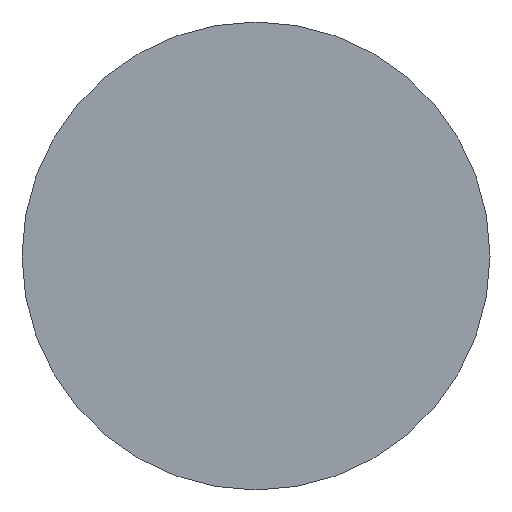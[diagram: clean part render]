
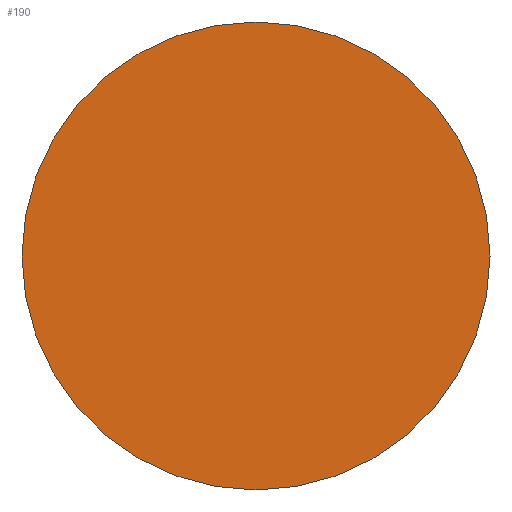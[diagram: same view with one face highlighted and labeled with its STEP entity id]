
A CAD part, front view. The second image highlights one B-rep face of the part: STEP entity #190.
In plain terms, the highlighted planar face has unit normal (0, -1, 0).
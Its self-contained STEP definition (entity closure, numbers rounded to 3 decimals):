
#41 = CARTESIAN_POINT ( 'NONE',  ( 39.892, -183.3, 156.422 ) ) ;
#76 = EDGE_LOOP ( 'NONE', ( #80, #238 ) ) ;
#79 = DIRECTION ( 'NONE',  ( 0., -1., 0. ) ) ;
#80 = ORIENTED_EDGE ( 'NONE', *, *, #109, .T. ) ;
#84 = CARTESIAN_POINT ( 'NONE',  ( 39.892, -183.3, 156.422 ) ) ;
#109 = EDGE_CURVE ( 'NONE', #335, #236, #257, .T. ) ;
#113 = PLANE ( 'NONE',  #196 ) ;
#116 = CIRCLE ( 'NONE', #136, 7.5 ) ;
#122 = DIRECTION ( 'NONE',  ( 0., 0., -1. ) ) ;
#136 = AXIS2_PLACEMENT_3D ( 'NONE', #84, #191, #156 ) ;
#148 = DIRECTION ( 'NONE',  ( 0., 0., -1. ) ) ;
#156 = DIRECTION ( 'NONE',  ( 0., 0., -1. ) ) ;
#162 = EDGE_CURVE ( 'NONE', #236, #335, #116, .T. ) ;
#190 = ADVANCED_FACE ( 'NONE', ( #300 ), #113, .T. ) ;
#191 = DIRECTION ( 'NONE',  ( 0., -1., 0. ) ) ;
#193 = CARTESIAN_POINT ( 'NONE',  ( 39.892, -183.3, 163.922 ) ) ;
#196 = AXIS2_PLACEMENT_3D ( 'NONE', #41, #256, #122 ) ;
#236 = VERTEX_POINT ( 'NONE', #193 ) ;
#238 = ORIENTED_EDGE ( 'NONE', *, *, #162, .T. ) ;
#248 = CARTESIAN_POINT ( 'NONE',  ( 39.892, -183.3, 156.422 ) ) ;
#256 = DIRECTION ( 'NONE',  ( 0., -1., 0. ) ) ;
#257 = CIRCLE ( 'NONE', #268, 7.5 ) ;
#268 = AXIS2_PLACEMENT_3D ( 'NONE', #248, #79, #148 ) ;
#300 = FACE_OUTER_BOUND ( 'NONE', #76, .T. ) ;
#335 = VERTEX_POINT ( 'NONE', #366 ) ;
#366 = CARTESIAN_POINT ( 'NONE',  ( 39.892, -183.3, 148.922 ) ) ;
